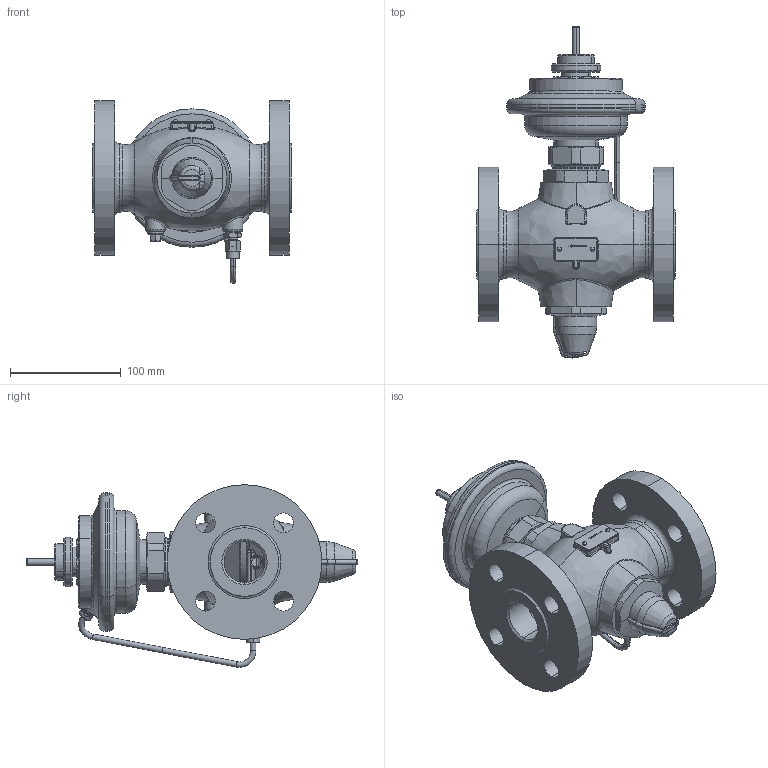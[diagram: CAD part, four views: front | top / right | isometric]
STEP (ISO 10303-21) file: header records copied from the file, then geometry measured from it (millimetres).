
FILE_DESCRIPTION((''),'2;1');
FILE_NAME('003H6767_ASM','2012-06-27T',('u258099'),('Danfoss'),'PRO/ENGINEER BY PARAMETRIC TECHNOLOGY CORPORATION, 2010370','PRO/ENGINEER BY PARAMETRIC TECHNOLOGY CORPORATION, 2010370','');
FILE_SCHEMA(('AUTOMOTIVE_DESIGN { 1 0 10303 214 1 1 1 1 }'));
Length unit declared in the file: millimetre
Products named in the file (24): 8883842; 8883844_ASM; 88810790_ZAVIH_IZVRTAN; 8883807; 8890090; 8883810; 8883867; 8881085; 8883868; 8883773_ASM; 8882043; 8882035_ASM; 8881022; 49763; 88810710; 5191729; 8882005; 5589607; 5184018; 88821540; 88821480_ASM; 8882954; 8883540C; 003H6767_ASM
Assembly tree (25 placements, depth 3):
  003H6767_ASM
    8883844_ASM
      8883842
    8883773_ASM
      88810790_ZAVIH_IZVRTAN
      8883807
      8890090
      8883810
      8883867
      8881085
      8883868
    8882035_ASM
      8882043
    8881022
    49763  x2
    88810710
    5191729
    8882005
    5589607  x2
    5184018
    88821480_ASM
      88821540
    8882954
    8883540C
Bounding box: 180 x 300.38 x 165.29 mm (x, y, z)
Volume: 1189897.2 mm3; surface area: 319218.6 mm2
Topology: 21 solids, 21 shells, 1356 faces, 3162 edges, 1914 vertices
Faces by surface type: plane 415, cylinder 364, cone 255, torus 194, bspline 114, sphere 14
Entity records: 55685 total; most frequent: CARTESIAN_POINT 17492, DIRECTION 6475, ORIENTED_EDGE 6272, EDGE_CURVE 3136, AXIS2_PLACEMENT_3D 2731, VERTEX_POINT 1899, EDGE_LOOP 1477, CIRCLE 1442
